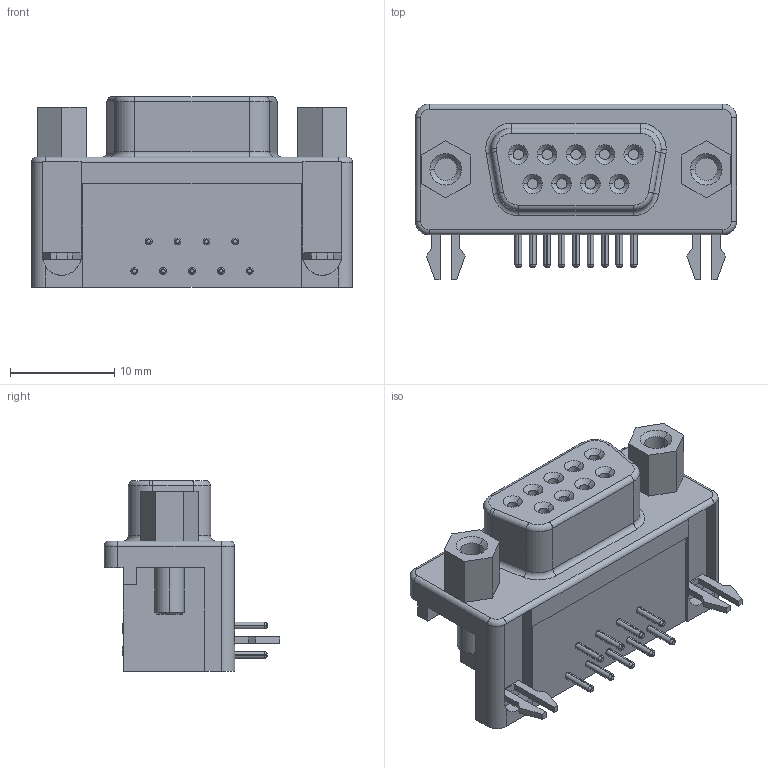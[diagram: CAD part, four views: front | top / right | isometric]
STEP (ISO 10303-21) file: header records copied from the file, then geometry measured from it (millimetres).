
FILE_DESCRIPTION (( 'STEP AP214' ), '1' );
FILE_NAME ('User Library-DB9-Usa.STEP', '2014-12-28T03:25:41', ( 'Windows User' ), ( '' ), 'SwSTEP 2.0', 'SolidWorks 2015', '' );
FILE_SCHEMA (( 'AUTOMOTIVE_DESIGN' ));
Length unit declared in the file: millimetre
Products named in the file (1): User Library-DB9-Usa
Bounding box: 30.81 x 16.88 x 18.3 mm (x, y, z)
Volume: 4104.7 mm3; surface area: 2745.3 mm2
Topology: 1 solids, 1 shells, 974 faces, 2420 edges, 1538 vertices
Faces by surface type: plane 605, cylinder 157, bspline 136, sphere 36, cone 26, torus 14
Entity records: 43556 total; most frequent: CARTESIAN_POINT 10419, ORIENTED_EDGE 4840, DIRECTION 4128, EDGE_CURVE 2420, LINE 1798, VECTOR 1798, VERTEX_POINT 1538, AXIS2_PLACEMENT_3D 1165
